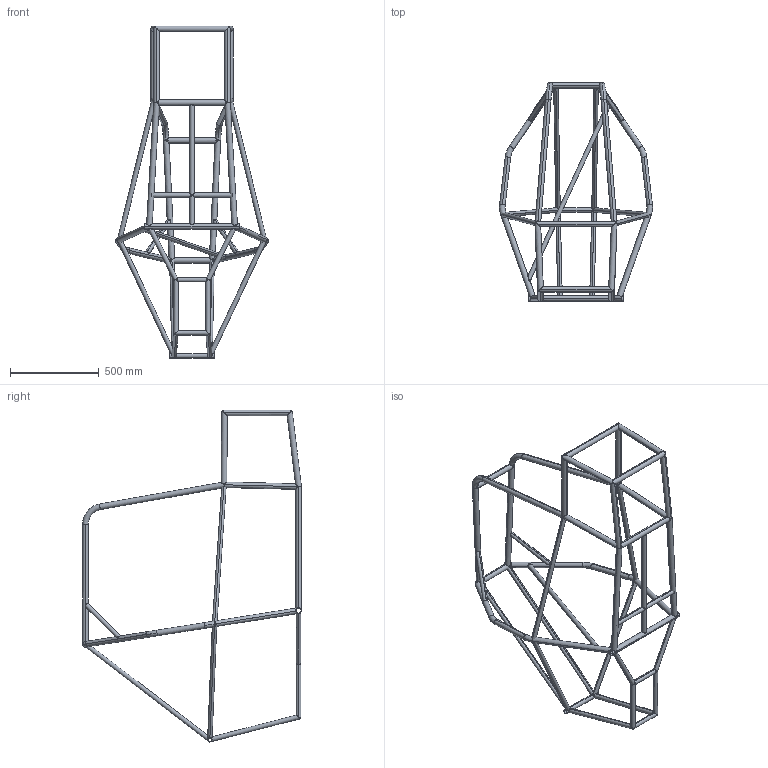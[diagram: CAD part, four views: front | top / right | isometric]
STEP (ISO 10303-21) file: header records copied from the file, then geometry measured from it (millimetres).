
FILE_DESCRIPTION (( 'STEP AP214' ), '1' );
FILE_NAME ('frame v3.STEP', '2023-07-18T10:00:14', ( '' ), ( '' ), 'SwSTEP 2.0', 'SolidWorks 2022', '' );
FILE_SCHEMA (( 'AUTOMOTIVE_DESIGN' ));
Length unit declared in the file: inch
Products named in the file (1): frame v3
Bounding box: 864.76 x 1235.94 x 1874.91 mm (x, y, z)
Volume: 3297854.2 mm3; surface area: 3892640.4 mm2
Topology: 55 solids, 55 shells, 395 faces, 994 edges, 664 vertices
Faces by surface type: cylinder 245, plane 116, torus 34
Entity records: 16794 total; most frequent: CARTESIAN_POINT 7702, ORIENTED_EDGE 1988, DIRECTION 1450, EDGE_CURVE 994, VERTEX_POINT 664, AXIS2_PLACEMENT_3D 600, EDGE_LOOP 460, ADVANCED_FACE 395
